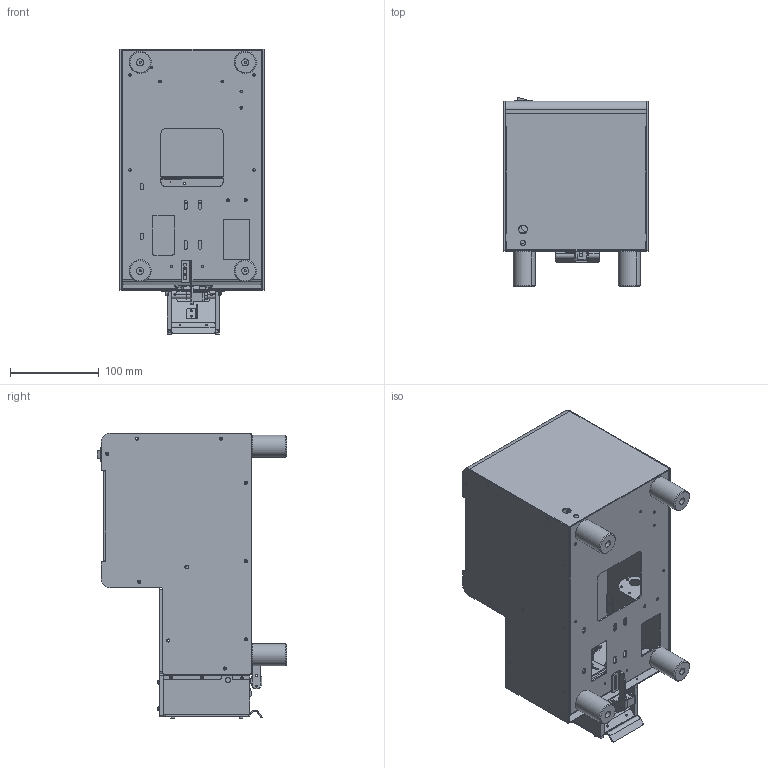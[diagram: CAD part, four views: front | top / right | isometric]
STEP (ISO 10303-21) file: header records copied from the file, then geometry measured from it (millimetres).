
FILE_DESCRIPTION (( 'STEP AP203' ), '1' );
FILE_NAME ('00-LG-D900点数机总装图.STEP', '2020-03-09T12:50:21', ( '微软用户' ), ( '微软中国' ), 'SwSTEP 2.0', 'SolidWorks 2015', '' );
FILE_SCHEMA (( 'CONFIG_CONTROL_DESIGN' ));
Length unit declared in the file: millimetre
Products named in the file (1): 00-LG-D900萸杅儂軞蚾芞
Bounding box: 162.4 x 213.5 x 321.48 mm (x, y, z)
Surface area: 538708.1 mm2 (no closed solid volume)
Topology: 0 solids, 74 shells, 852 faces, 3245 edges, 2436 vertices
Faces by surface type: cylinder 393, plane 364, cone 39, bspline 34, sphere 22
Entity records: 38751 total; most frequent: CARTESIAN_POINT 10424, DIRECTION 6243, ORIENTED_EDGE 4954, EDGE_CURVE 3245, VERTEX_POINT 2436, AXIS2_PLACEMENT_3D 2257, LINE 1729, VECTOR 1729
